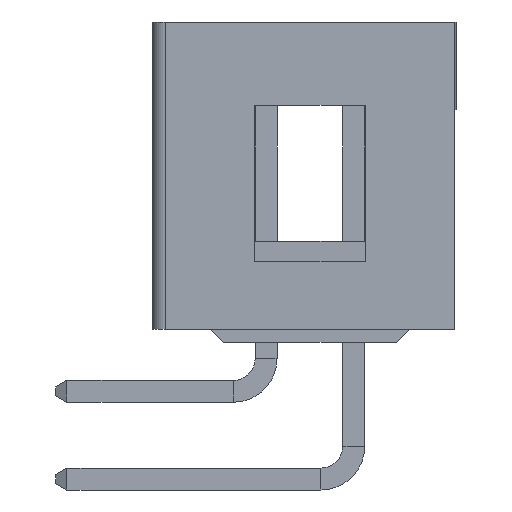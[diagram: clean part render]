
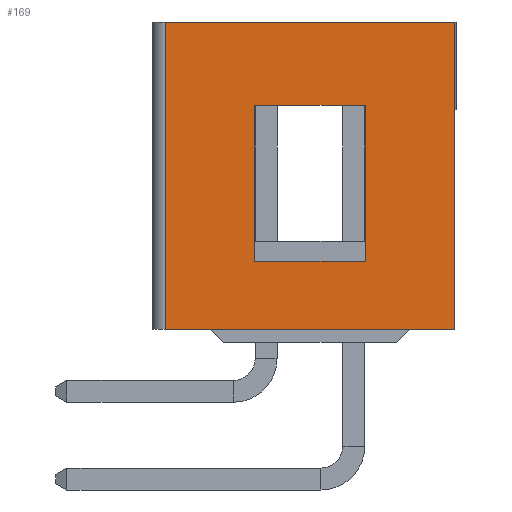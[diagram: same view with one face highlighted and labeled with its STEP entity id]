
A CAD part, left-side view. The second image highlights one B-rep face of the part: STEP entity #169.
In plain terms, the highlighted planar face has unit normal (-1, 0, 0).
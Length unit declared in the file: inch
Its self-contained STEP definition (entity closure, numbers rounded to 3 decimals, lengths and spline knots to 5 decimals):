
#65=FACE_BOUND('',#1361,.T.);
#66=FACE_BOUND('',#1362,.T.);
#169=ADVANCED_FACE('',(#65,#66),#578,.T.);
#578=PLANE('',#6781);
#1361=EDGE_LOOP('',(#1845,#1846,#1847,#1848));
#1362=EDGE_LOOP('',(#1849,#1850,#1851,#1852));
#1845=ORIENTED_EDGE('',*,*,#4198,.F.);
#1846=ORIENTED_EDGE('',*,*,#4199,.T.);
#1847=ORIENTED_EDGE('',*,*,#4200,.T.);
#1848=ORIENTED_EDGE('',*,*,#4201,.F.);
#1849=ORIENTED_EDGE('',*,*,#4172,.T.);
#1850=ORIENTED_EDGE('',*,*,#4186,.T.);
#1851=ORIENTED_EDGE('',*,*,#4202,.F.);
#1852=ORIENTED_EDGE('',*,*,#4203,.T.);
#3638=VERTEX_POINT('',#9074);
#3639=VERTEX_POINT('',#9076);
#3650=VERTEX_POINT('',#9102);
#3657=VERTEX_POINT('',#9123);
#3658=VERTEX_POINT('',#9124);
#3659=VERTEX_POINT('',#9126);
#3660=VERTEX_POINT('',#9128);
#3661=VERTEX_POINT('',#9131);
#4172=EDGE_CURVE('',#3639,#3638,#5085,.T.);
#4186=EDGE_CURVE('',#3638,#3650,#5097,.T.);
#4198=EDGE_CURVE('',#3657,#3658,#5108,.T.);
#4199=EDGE_CURVE('',#3657,#3659,#5109,.T.);
#4200=EDGE_CURVE('',#3659,#3660,#5110,.T.);
#4201=EDGE_CURVE('',#3658,#3660,#5111,.T.);
#4202=EDGE_CURVE('',#3661,#3650,#5112,.T.);
#4203=EDGE_CURVE('',#3661,#3639,#5113,.T.);
#5085=LINE('',#9075,#5936);
#5097=LINE('',#9103,#5948);
#5108=LINE('',#9122,#5959);
#5109=LINE('',#9125,#5960);
#5110=LINE('',#9127,#5961);
#5111=LINE('',#9129,#5962);
#5112=LINE('',#9130,#5963);
#5113=LINE('',#9132,#5964);
#5936=VECTOR('',#7267,1.);
#5948=VECTOR('',#7287,1.);
#5959=VECTOR('',#7302,1.);
#5960=VECTOR('',#7303,1.);
#5961=VECTOR('',#7304,1.);
#5962=VECTOR('',#7305,1.);
#5963=VECTOR('',#7306,1.);
#5964=VECTOR('',#7307,1.);
#6781=AXIS2_PLACEMENT_3D('',#9133,#7308,#7309);
#7267=DIRECTION('',(0.,0.,1.));
#7287=DIRECTION('',(0.,1.,0.));
#7302=DIRECTION('',(0.,-1.,0.));
#7303=DIRECTION('',(0.,0.,1.));
#7304=DIRECTION('',(0.,-1.,0.));
#7305=DIRECTION('',(0.,0.,1.));
#7306=DIRECTION('',(0.,0.,1.));
#7307=DIRECTION('',(0.,-1.,0.));
#7308=DIRECTION('',(-1.,0.,0.));
#7309=DIRECTION('',(0.,0.,1.));
#9074=CARTESIAN_POINT('',(0.,0.,0.35));
#9075=CARTESIAN_POINT('',(0.,0.,0.));
#9076=CARTESIAN_POINT('',(0.,0.,0.));
#9102=CARTESIAN_POINT('',(0.,0.33,0.35));
#9103=CARTESIAN_POINT('',(0.,0.165,0.35));
#9122=CARTESIAN_POINT('',(0.,0.228,0.077));
#9123=CARTESIAN_POINT('',(0.,0.228,0.077));
#9124=CARTESIAN_POINT('',(0.,0.102,0.077));
#9125=CARTESIAN_POINT('',(0.,0.228,0.077));
#9126=CARTESIAN_POINT('',(0.,0.228,0.255));
#9127=CARTESIAN_POINT('',(0.,0.228,0.255));
#9128=CARTESIAN_POINT('',(0.,0.102,0.255));
#9129=CARTESIAN_POINT('',(0.,0.102,0.077));
#9130=CARTESIAN_POINT('',(0.,0.33,0.));
#9131=CARTESIAN_POINT('',(0.,0.33,0.));
#9132=CARTESIAN_POINT('',(0.,0.165,0.));
#9133=CARTESIAN_POINT('',(0.,0.165,0.));
